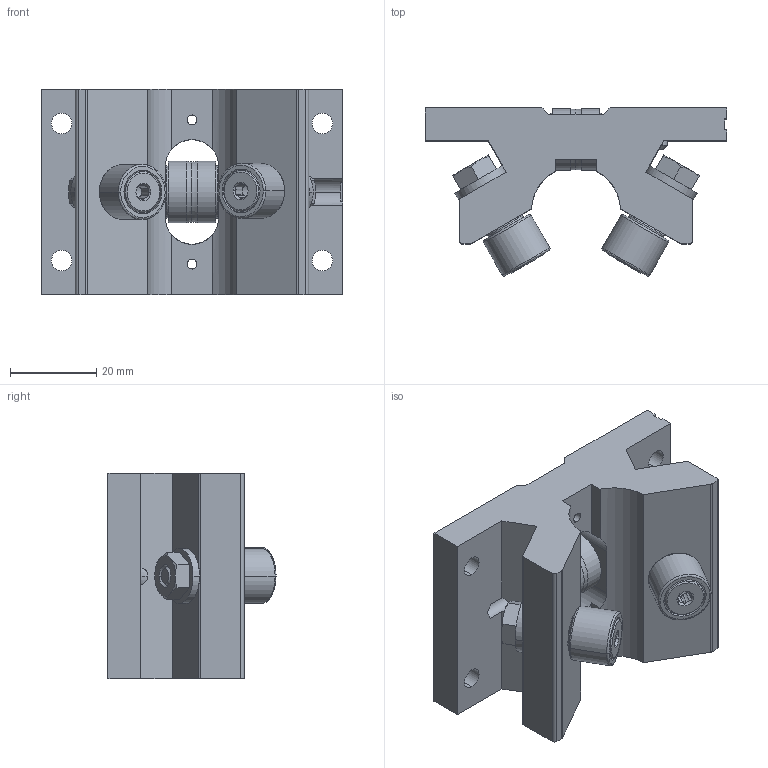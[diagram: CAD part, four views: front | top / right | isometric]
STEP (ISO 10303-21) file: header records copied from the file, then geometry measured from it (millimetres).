
FILE_DESCRIPTION (( 'STEP AP203' ), '1' );
FILE_NAME ('SPB-12-OPN.step', '2024-10-21T11:11:14', ( '' ), ( '' ), 'SwSTEP 2.0', 'SolidWorks 2023', '' );
FILE_SCHEMA (( 'CONFIG_CONTROL_DESIGN' ));
Length unit declared in the file: inch
Products named in the file (1): SPB-12-OPN
Bounding box: 69.85 x 38.9 x 47.62 mm (x, y, z)
Volume: 55839.2 mm3; surface area: 20365.9 mm2
Topology: 9 solids, 9 shells, 306 faces, 757 edges, 476 vertices
Faces by surface type: plane 127, cylinder 99, cone 64, bspline 8, torus 4, sphere 4
Entity records: 9740 total; most frequent: CARTESIAN_POINT 2320, DIRECTION 1581, ORIENTED_EDGE 1494, EDGE_CURVE 747, AXIS2_PLACEMENT_3D 609, VERTEX_POINT 476, VECTOR 363, LINE 363
